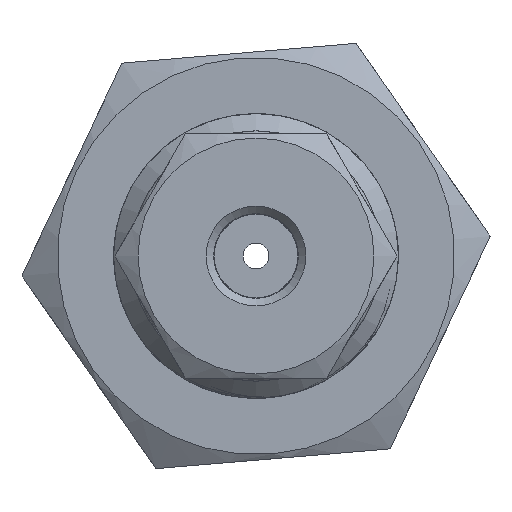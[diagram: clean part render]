
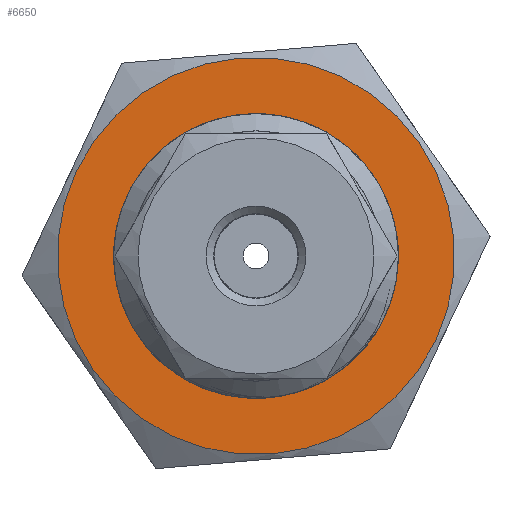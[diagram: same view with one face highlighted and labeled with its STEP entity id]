
A CAD part, left-side view. The second image highlights one B-rep face of the part: STEP entity #6650.
In plain terms, the highlighted planar face has unit normal (-1, 0, 0).
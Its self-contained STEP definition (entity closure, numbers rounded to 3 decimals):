
#6599=CARTESIAN_POINT('',(0.0,-5.464,0.));
#6600=VERTEX_POINT('',#6599);
#6601=CARTESIAN_POINT('',(0.0,0.0,0.0));
#6602=DIRECTION('',(-1.0,0.0,0.0));
#6603=DIRECTION('',(0.0,1.0,0.0));
#6604=AXIS2_PLACEMENT_3D('',#6601,#6602,#6603);
#6605=CIRCLE('',#6604,5.464);
#6606=EDGE_CURVE('',#6600,#6600,#6605,.T.);
#6631=CARTESIAN_POINT('',(0.0,3.875,0.0));
#6632=DIRECTION('',(-1.0,0.0,0.0));
#6633=DIRECTION('',(0.0,0.0,1.0));
#6634=AXIS2_PLACEMENT_3D('',#6631,#6632,#6633);
#6635=PLANE('',#6634);
#6636=CARTESIAN_POINT('',(0.0,7.75,0.0));
#6637=VERTEX_POINT('',#6636);
#6638=CARTESIAN_POINT('',(0.0,0.0,0.0));
#6639=DIRECTION('',(1.0,0.0,0.0));
#6640=DIRECTION('',(0.0,1.0,0.0));
#6641=AXIS2_PLACEMENT_3D('',#6638,#6639,#6640);
#6642=CIRCLE('',#6641,7.75);
#6643=EDGE_CURVE('',#6637,#6637,#6642,.T.);
#6644=ORIENTED_EDGE('',*,*,#6643,.F.);
#6645=EDGE_LOOP('',(#6644));
#6646=FACE_OUTER_BOUND('',#6645,.T.);
#6647=ORIENTED_EDGE('',*,*,#6606,.F.);
#6648=EDGE_LOOP('',(#6647));
#6649=FACE_BOUND('',#6648,.T.);
#6650=ADVANCED_FACE('',(#6646,#6649),#6635,.T.);
